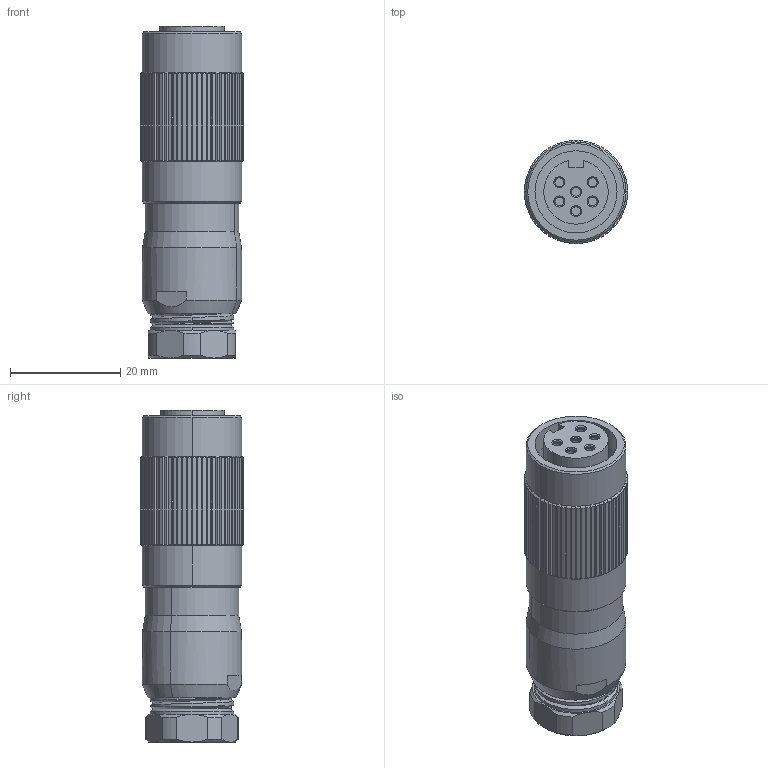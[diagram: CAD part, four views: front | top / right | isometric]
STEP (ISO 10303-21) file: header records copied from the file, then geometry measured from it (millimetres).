
FILE_DESCRIPTION (( 'STEP AP203' ), '1' );
FILE_NAME ('DNK6218-0 9 L.STEP', '2020-05-11T06:36:43', ( 'Windows' ), ( 'Microsoft' ), 'SwSTEP 2.0', 'SolidWorks 2012', '' );
FILE_SCHEMA (( 'CONFIG_CONTROL_DESIGN' ));
Length unit declared in the file: millimetre
Products named in the file (1): DNK6218-0 9 L
Bounding box: 18.7 x 18.7 x 60.2 mm (x, y, z)
Volume: 13754.7 mm3; surface area: 9687.2 mm2
Topology: 3 solids, 3 shells, 484 faces, 1273 edges, 829 vertices
Faces by surface type: plane 237, cylinder 169, cone 74, torus 2, bspline 2
Entity records: 16120 total; most frequent: CARTESIAN_POINT 4408, ORIENTED_EDGE 2546, DIRECTION 2320, EDGE_CURVE 1273, AXIS2_PLACEMENT_3D 923, VERTEX_POINT 829, EDGE_LOOP 522, FACE_OUTER_BOUND 484
